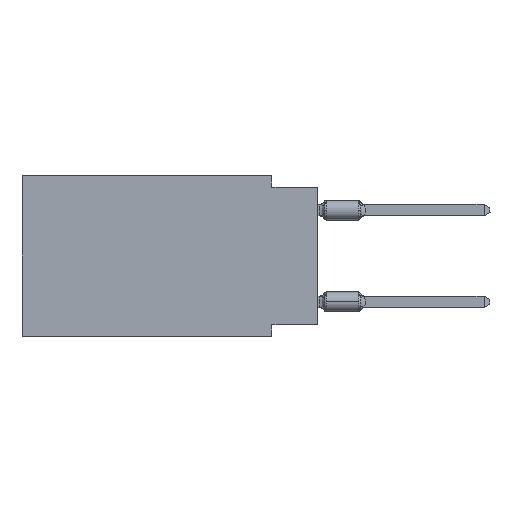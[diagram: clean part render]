
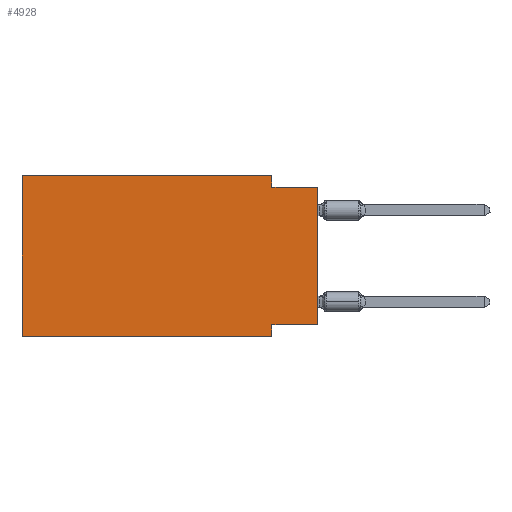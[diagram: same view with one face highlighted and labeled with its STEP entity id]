
A CAD part, left-side view. The second image highlights one B-rep face of the part: STEP entity #4928.
In plain terms, the highlighted planar face has unit normal (-1, 0, 0).
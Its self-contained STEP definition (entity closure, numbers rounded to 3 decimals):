
#750 = CARTESIAN_POINT ( 'NONE',  ( 0., 2.54, -8.89 ) ) ;
#3818 = ORIENTED_EDGE ( 'NONE', *, *, #7992, .F. ) ;
#4928 = ADVANCED_FACE ( 'NONE', ( #40562 ), #36029, .F. ) ;
#6234 = LINE ( 'NONE', #23594, #36769 ) ;
#7197 = EDGE_CURVE ( 'NONE', #25942, #51039, #46596, .T. ) ;
#7894 = VECTOR ( 'NONE', #29008, 1000. ) ;
#7992 = EDGE_CURVE ( 'NONE', #14426, #51039, #57876, .T. ) ;
#9004 = DIRECTION ( 'NONE',  ( 0., -1., 0. ) ) ;
#9641 = CARTESIAN_POINT ( 'NONE',  ( 0., 0., 0. ) ) ;
#10525 = ORIENTED_EDGE ( 'NONE', *, *, #7197, .T. ) ;
#11033 = ORIENTED_EDGE ( 'NONE', *, *, #48132, .F. ) ;
#11263 = LINE ( 'NONE', #20355, #34001 ) ;
#13013 = CARTESIAN_POINT ( 'NONE',  ( 0., 16.383, 0. ) ) ;
#13260 = ORIENTED_EDGE ( 'NONE', *, *, #48756, .F. ) ;
#14426 = VERTEX_POINT ( 'NONE', #53175 ) ;
#14497 = LINE ( 'NONE', #42655, #7894 ) ;
#15810 = VERTEX_POINT ( 'NONE', #40763 ) ;
#20138 = ORIENTED_EDGE ( 'NONE', *, *, #35364, .F. ) ;
#20166 = AXIS2_PLACEMENT_3D ( 'NONE', #13013, #31475, #49961 ) ;
#20355 = CARTESIAN_POINT ( 'NONE',  ( 0., 16.383, -8.89 ) ) ;
#21216 = DIRECTION ( 'NONE',  ( 0., -1., 0. ) ) ;
#21586 = EDGE_CURVE ( 'NONE', #39406, #39448, #11263, .T. ) ;
#22881 = VERTEX_POINT ( 'NONE', #27269 ) ;
#23112 = CARTESIAN_POINT ( 'NONE',  ( 0., 16.383, 0. ) ) ;
#23594 = CARTESIAN_POINT ( 'NONE',  ( 0., 2.54, -8.89 ) ) ;
#23863 = ORIENTED_EDGE ( 'NONE', *, *, #21586, .T. ) ;
#25480 = CARTESIAN_POINT ( 'NONE',  ( 0., 0., -0.635 ) ) ;
#25942 = VERTEX_POINT ( 'NONE', #31902 ) ;
#27269 = CARTESIAN_POINT ( 'NONE',  ( 0., 2.54, -8.255 ) ) ;
#27696 = EDGE_LOOP ( 'NONE', ( #10525, #3818, #36802, #13260, #11033, #23863, #20138, #39794 ) ) ;
#28412 = CARTESIAN_POINT ( 'NONE',  ( 0., 0., -0.635 ) ) ;
#28663 = DIRECTION ( 'NONE',  ( 0., 1., 0. ) ) ;
#29008 = DIRECTION ( 'NONE',  ( 0., 0., -1. ) ) ;
#29531 = VERTEX_POINT ( 'NONE', #33043 ) ;
#29921 = EDGE_CURVE ( 'NONE', #15810, #14426, #14497, .T. ) ;
#31475 = DIRECTION ( 'NONE',  ( 1., 0., 0. ) ) ;
#31902 = CARTESIAN_POINT ( 'NONE',  ( 0., 0., -8.255 ) ) ;
#33043 = CARTESIAN_POINT ( 'NONE',  ( 0., 16.383, 0. ) ) ;
#33737 = CARTESIAN_POINT ( 'NONE',  ( 0., 16.383, -8.89 ) ) ;
#34001 = VECTOR ( 'NONE', #58210, 1000. ) ;
#35364 = EDGE_CURVE ( 'NONE', #22881, #39448, #6234, .T. ) ;
#36029 = PLANE ( 'NONE',  #20166 ) ;
#36160 = VECTOR ( 'NONE', #21216, 1000. ) ;
#36736 = DIRECTION ( 'NONE',  ( 0., 0., 1. ) ) ;
#36769 = VECTOR ( 'NONE', #48034, 1000. ) ;
#36802 = ORIENTED_EDGE ( 'NONE', *, *, #29921, .F. ) ;
#36849 = CARTESIAN_POINT ( 'NONE',  ( 0., 0., -8.255 ) ) ;
#39406 = VERTEX_POINT ( 'NONE', #33737 ) ;
#39448 = VERTEX_POINT ( 'NONE', #750 ) ;
#39794 = ORIENTED_EDGE ( 'NONE', *, *, #57799, .F. ) ;
#40230 = LINE ( 'NONE', #58425, #54773 ) ;
#40562 = FACE_OUTER_BOUND ( 'NONE', #27696, .T. ) ;
#40763 = CARTESIAN_POINT ( 'NONE',  ( 0., 2.54, 0. ) ) ;
#41183 = VECTOR ( 'NONE', #36736, 1000. ) ;
#42655 = CARTESIAN_POINT ( 'NONE',  ( 0., 2.54, 0. ) ) ;
#45539 = LINE ( 'NONE', #23112, #41183 ) ;
#46596 = LINE ( 'NONE', #9641, #53693 ) ;
#46852 = LINE ( 'NONE', #36849, #47410 ) ;
#47410 = VECTOR ( 'NONE', #28663, 1000. ) ;
#48034 = DIRECTION ( 'NONE',  ( 0., 0., -1. ) ) ;
#48132 = EDGE_CURVE ( 'NONE', #39406, #29531, #45539, .T. ) ;
#48756 = EDGE_CURVE ( 'NONE', #29531, #15810, #40230, .T. ) ;
#49961 = DIRECTION ( 'NONE',  ( 0., 0., -1. ) ) ;
#50847 = DIRECTION ( 'NONE',  ( 0., 0., 1. ) ) ;
#51039 = VERTEX_POINT ( 'NONE', #28412 ) ;
#53175 = CARTESIAN_POINT ( 'NONE',  ( 0., 2.54, -0.635 ) ) ;
#53693 = VECTOR ( 'NONE', #50847, 1000. ) ;
#54773 = VECTOR ( 'NONE', #9004, 1000. ) ;
#57799 = EDGE_CURVE ( 'NONE', #25942, #22881, #46852, .T. ) ;
#57876 = LINE ( 'NONE', #25480, #36160 ) ;
#58210 = DIRECTION ( 'NONE',  ( 0., -1., 0. ) ) ;
#58425 = CARTESIAN_POINT ( 'NONE',  ( 0., 16.383, 0. ) ) ;
